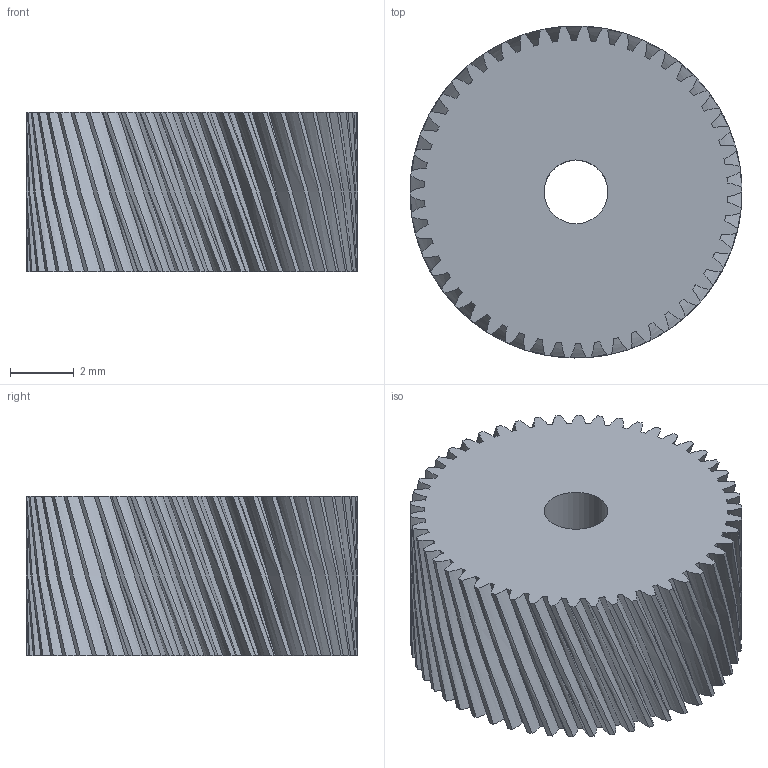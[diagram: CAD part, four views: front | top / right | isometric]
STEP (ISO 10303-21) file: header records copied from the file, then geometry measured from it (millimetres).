
FILE_DESCRIPTION(('Zoo Text-to-CAD'),'1');
FILE_NAME('Zoo Text-to-CAD model','2024-08-19T15:29:03',('Author'),('Zoo'),'Zoo Text-to-CAD','text-to-cad.zoo.dev','Unknown');
FILE_SCHEMA(('AUTOMOTIVE_DESIGN { 1 0 10303 214 1 1 1 1 }'));
Length unit declared in the file: millimetre
Products named in the file (1): Zoo Text-to-CAD
Bounding box: 10.4 x 10.4 x 5 mm (x, y, z)
Volume: 374.5 mm3; surface area: 513.5 mm2
Topology: 1 solids, 1 shells, 203 faces, 603 edges, 402 vertices
Faces by surface type: bspline 200, plane 2, cylinder 1
Full cylindrical faces by diameter (mm): 2 x1
Entity records: 17912 total; most frequent: CARTESIAN_POINT 8415, ORIENTED_EDGE 1206, PCURVE 1206, DEFINITIONAL_REPRESENTATION 1206, B_SPLINE_CURVE_WITH_KNOTS 1000, DIRECTION 819, LINE 805, VECTOR 805
